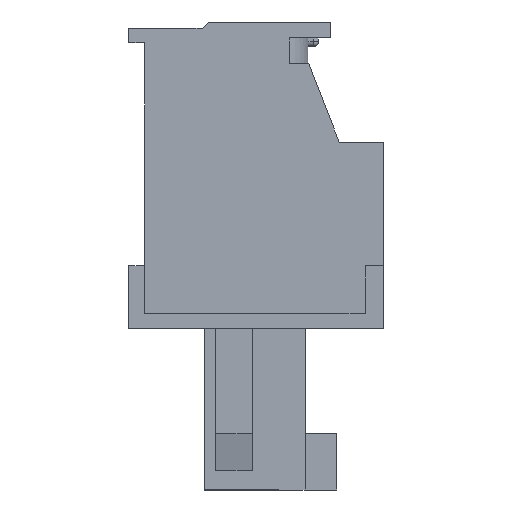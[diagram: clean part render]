
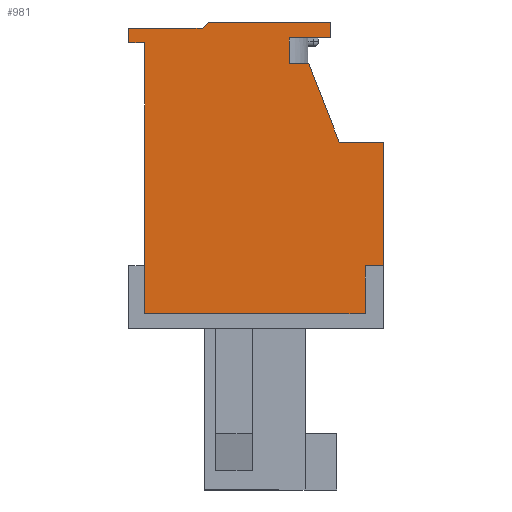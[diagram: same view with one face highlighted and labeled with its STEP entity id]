
A CAD part, left-side view. The second image highlights one B-rep face of the part: STEP entity #981.
In plain terms, the highlighted planar face has unit normal (-1, 0, 0).
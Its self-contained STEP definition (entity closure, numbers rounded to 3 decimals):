
#981 = ADVANCED_FACE( '', ( #1999 ), #2000, .T. );
#1999 = FACE_OUTER_BOUND( '', #3091, .T. );
#2000 = PLANE( '', #3092 );
#3091 = EDGE_LOOP( '', ( #5668, #5669, #5670, #5671, #5672, #5673, #5674, #5675, #5676, #5677, #5678, #5679, #5680, #5681, #5682, #5683 ) );
#3092 = AXIS2_PLACEMENT_3D( '', #5684, #5685, #5686 );
#5668 = ORIENTED_EDGE( '', *, *, #7576, .F. );
#5669 = ORIENTED_EDGE( '', *, *, #7755, .T. );
#5670 = ORIENTED_EDGE( '', *, *, #7768, .T. );
#5671 = ORIENTED_EDGE( '', *, *, #7530, .T. );
#5672 = ORIENTED_EDGE( '', *, *, #7147, .T. );
#5673 = ORIENTED_EDGE( '', *, *, #6709, .T. );
#5674 = ORIENTED_EDGE( '', *, *, #7213, .T. );
#5675 = ORIENTED_EDGE( '', *, *, #7660, .T. );
#5676 = ORIENTED_EDGE( '', *, *, #7603, .T. );
#5677 = ORIENTED_EDGE( '', *, *, #7667, .T. );
#5678 = ORIENTED_EDGE( '', *, *, #7769, .T. );
#5679 = ORIENTED_EDGE( '', *, *, #7770, .T. );
#5680 = ORIENTED_EDGE( '', *, *, #6691, .T. );
#5681 = ORIENTED_EDGE( '', *, *, #7771, .T. );
#5682 = ORIENTED_EDGE( '', *, *, #7070, .T. );
#5683 = ORIENTED_EDGE( '', *, *, #6778, .T. );
#5684 = CARTESIAN_POINT( '', ( -3.81, 0., 0. ) );
#5685 = DIRECTION( '', ( -1., 0., 0. ) );
#5686 = DIRECTION( '', ( 0., 0., 1. ) );
#6691 = EDGE_CURVE( '', #7981, #7979, #7982, .T. );
#6709 = EDGE_CURVE( '', #8011, #8012, #8013, .T. );
#6778 = EDGE_CURVE( '', #8137, #8138, #8139, .T. );
#7070 = EDGE_CURVE( '', #8654, #8137, #8655, .T. );
#7147 = EDGE_CURVE( '', #8769, #8011, #8770, .T. );
#7213 = EDGE_CURVE( '', #8012, #8875, #8876, .T. );
#7530 = EDGE_CURVE( '', #9337, #8769, #9338, .T. );
#7576 = EDGE_CURVE( '', #9394, #8138, #9395, .T. );
#7603 = EDGE_CURVE( '', #9431, #9432, #9433, .T. );
#7660 = EDGE_CURVE( '', #8875, #9431, #9506, .T. );
#7667 = EDGE_CURVE( '', #9432, #9513, #9515, .T. );
#7755 = EDGE_CURVE( '', #9394, #9630, #9632, .T. );
#7768 = EDGE_CURVE( '', #9630, #9337, #9647, .T. );
#7769 = EDGE_CURVE( '', #9513, #9648, #9649, .T. );
#7770 = EDGE_CURVE( '', #9648, #7981, #9650, .T. );
#7771 = EDGE_CURVE( '', #7979, #8654, #9651, .T. );
#7979 = VERTEX_POINT( '', #9877 );
#7981 = VERTEX_POINT( '', #9880 );
#7982 = LINE( '', #9881, #9882 );
#8011 = VERTEX_POINT( '', #9922 );
#8012 = VERTEX_POINT( '', #9923 );
#8013 = LINE( '', #9924, #9925 );
#8137 = VERTEX_POINT( '', #10111 );
#8138 = VERTEX_POINT( '', #10112 );
#8139 = LINE( '', #10113, #10114 );
#8654 = VERTEX_POINT( '', #10892 );
#8655 = LINE( '', #10893, #10894 );
#8769 = VERTEX_POINT( '', #11067 );
#8770 = LINE( '', #11068, #11069 );
#8875 = VERTEX_POINT( '', #11212 );
#8876 = LINE( '', #11213, #11214 );
#9337 = VERTEX_POINT( '', #11919 );
#9338 = LINE( '', #11920, #11921 );
#9394 = VERTEX_POINT( '', #12003 );
#9395 = LINE( '', #12004, #12005 );
#9431 = VERTEX_POINT( '', #12057 );
#9432 = VERTEX_POINT( '', #12058 );
#9433 = LINE( '', #12059, #12060 );
#9506 = LINE( '', #12170, #12171 );
#9513 = VERTEX_POINT( '', #12182 );
#9515 = LINE( '', #12185, #12186 );
#9630 = VERTEX_POINT( '', #12371 );
#9632 = LINE( '', #12374, #12375 );
#9647 = LINE( '', #12394, #12395 );
#9648 = VERTEX_POINT( '', #12396 );
#9649 = LINE( '', #12397, #12398 );
#9650 = LINE( '', #12399, #12400 );
#9651 = LINE( '', #12401, #12402 );
#9877 = CARTESIAN_POINT( '', ( -3.81, -5.25, -3.575 ) );
#9880 = CARTESIAN_POINT( '', ( -3.81, -4.5, -3.575 ) );
#9881 = CARTESIAN_POINT( '', ( -3.81, -4.5, -3.575 ) );
#9882 = VECTOR( '', #12712, 1000. );
#9922 = CARTESIAN_POINT( '', ( -3.81, 1.9, 6.375 ) );
#9923 = CARTESIAN_POINT( '', ( -3.81, 2.153, 6.125 ) );
#9924 = CARTESIAN_POINT( '', ( -3.81, 1.9, 6.375 ) );
#9925 = VECTOR( '', #12730, 1000. );
#10111 = CARTESIAN_POINT( '', ( -3.81, -3.45, 1.475 ) );
#10112 = CARTESIAN_POINT( '', ( -3.81, -2.2, 4.675 ) );
#10113 = CARTESIAN_POINT( '', ( -3.81, -3.45, 1.475 ) );
#10114 = VECTOR( '', #12789, 1000. );
#10892 = CARTESIAN_POINT( '', ( -3.81, -5.25, 1.475 ) );
#10893 = CARTESIAN_POINT( '', ( -3.81, -5.25, 1.475 ) );
#10894 = VECTOR( '', #13087, 1000. );
#11067 = CARTESIAN_POINT( '', ( -3.81, -3.1, 6.375 ) );
#11068 = CARTESIAN_POINT( '', ( -3.81, -3.1, 6.375 ) );
#11069 = VECTOR( '', #13150, 1000. );
#11212 = CARTESIAN_POINT( '', ( -3.81, 5.15, 6.125 ) );
#11213 = CARTESIAN_POINT( '', ( -3.81, 2.153, 6.125 ) );
#11214 = VECTOR( '', #13228, 1000. );
#11919 = CARTESIAN_POINT( '', ( -3.81, -3.1, 5.725 ) );
#11920 = CARTESIAN_POINT( '', ( -3.81, -3.1, 5.725 ) );
#11921 = VECTOR( '', #13544, 1000. );
#12003 = CARTESIAN_POINT( '', ( -3.81, -1.4, 4.675 ) );
#12004 = CARTESIAN_POINT( '', ( -3.81, -1.4, 4.675 ) );
#12005 = VECTOR( '', #13586, 1000. );
#12057 = CARTESIAN_POINT( '', ( -3.81, 5.15, 5.525 ) );
#12058 = CARTESIAN_POINT( '', ( -3.81, 4.5, 5.525 ) );
#12059 = CARTESIAN_POINT( '', ( -3.81, 5.15, 5.525 ) );
#12060 = VECTOR( '', #13609, 1000. );
#12170 = CARTESIAN_POINT( '', ( -3.81, 5.15, 6.125 ) );
#12171 = VECTOR( '', #13666, 1000. );
#12182 = CARTESIAN_POINT( '', ( -3.81, 4.5, -5.525 ) );
#12185 = CARTESIAN_POINT( '', ( -3.81, 4.5, 5.525 ) );
#12186 = VECTOR( '', #13672, 1000. );
#12371 = CARTESIAN_POINT( '', ( -3.81, -1.4, 5.725 ) );
#12374 = CARTESIAN_POINT( '', ( -3.81, -1.4, 4.675 ) );
#12375 = VECTOR( '', #13741, 1000. );
#12394 = CARTESIAN_POINT( '', ( -3.81, -2.2, 5.725 ) );
#12395 = VECTOR( '', #13752, 1000. );
#12396 = CARTESIAN_POINT( '', ( -3.81, -4.5, -5.525 ) );
#12397 = CARTESIAN_POINT( '', ( -3.81, 4.5, -5.525 ) );
#12398 = VECTOR( '', #13753, 1000. );
#12399 = CARTESIAN_POINT( '', ( -3.81, -4.5, -5.525 ) );
#12400 = VECTOR( '', #13754, 1000. );
#12401 = CARTESIAN_POINT( '', ( -3.81, -5.25, -3.575 ) );
#12402 = VECTOR( '', #13755, 1000. );
#12712 = DIRECTION( '', ( 0., -1., 0. ) );
#12730 = DIRECTION( '', ( 0., 0.711, -0.704 ) );
#12789 = DIRECTION( '', ( 0., 0.364, 0.931 ) );
#13087 = DIRECTION( '', ( 0., 1., 0. ) );
#13150 = DIRECTION( '', ( 0., 1., 0. ) );
#13228 = DIRECTION( '', ( 0., 1., 0. ) );
#13544 = DIRECTION( '', ( 0., 0., 1. ) );
#13586 = DIRECTION( '', ( 0., -1., 0. ) );
#13609 = DIRECTION( '', ( 0., -1., 0. ) );
#13666 = DIRECTION( '', ( 0., 0., -1. ) );
#13672 = DIRECTION( '', ( 0., 0., -1. ) );
#13741 = DIRECTION( '', ( 0., 0., 1. ) );
#13752 = DIRECTION( '', ( 0., -1., 0. ) );
#13753 = DIRECTION( '', ( 0., -1., 0. ) );
#13754 = DIRECTION( '', ( 0., 0., 1. ) );
#13755 = DIRECTION( '', ( 0., 0., 1. ) );
